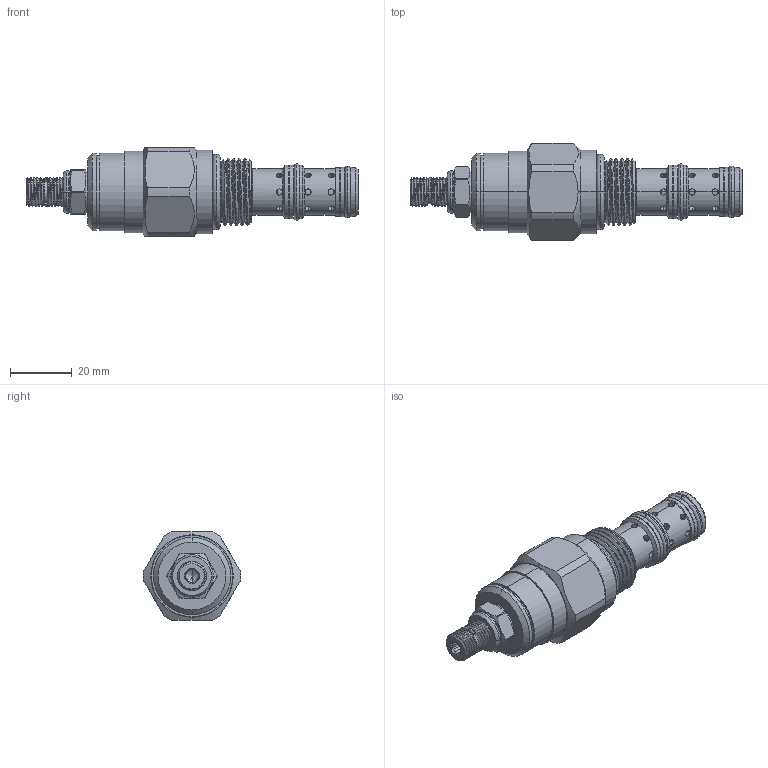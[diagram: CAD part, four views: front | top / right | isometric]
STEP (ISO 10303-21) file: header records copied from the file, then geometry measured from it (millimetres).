
FILE_DESCRIPTION (( 'STEP AP203' ), '1' );
FILE_NAME ('SQ10W30-L.STEP', '2020-03-27T02:54:52', ( '' ), ( '' ), 'SwSTEP 2.0', 'SolidWorks 2018', '' );
FILE_SCHEMA (( 'CONFIG_CONTROL_DESIGN' ));
Length unit declared in the file: millimetre
Products named in the file (1): SQ10W30-L
Bounding box: 107.47 x 31.59 x 28.57 mm (x, y, z)
Volume: 35422.2 mm3; surface area: 12532.6 mm2
Topology: 8 solids, 10 shells, 762 faces, 2154 edges, 1367 vertices
Faces by surface type: cylinder 598, plane 64, cone 51, torus 38, bspline 7, sphere 4
Entity records: 55018 total; most frequent: CARTESIAN_POINT 36340, ORIENTED_EDGE 4304, DIRECTION 2973, EDGE_CURVE 2152, VERTEX_POINT 1367, EDGE_LOOP 1179, AXIS2_PLACEMENT_3D 1152, B_SPLINE_CURVE_WITH_KNOTS 1022
